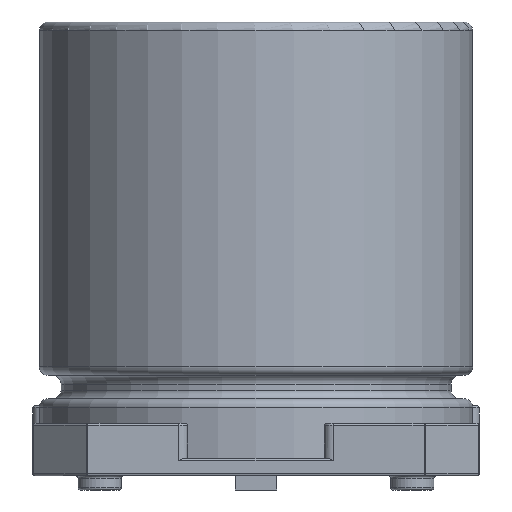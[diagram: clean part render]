
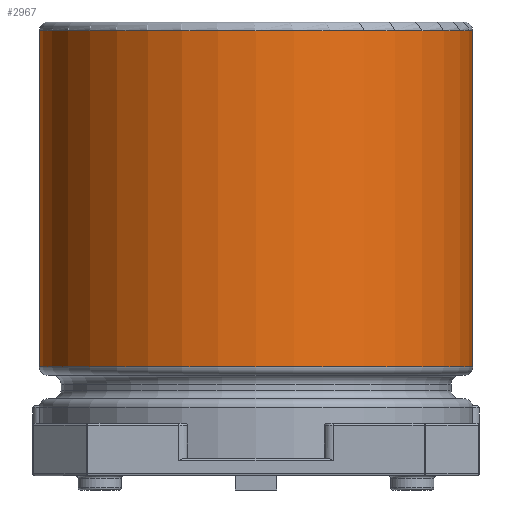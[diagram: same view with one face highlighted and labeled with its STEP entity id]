
A CAD part, left-side view. The second image highlights one B-rep face of the part: STEP entity #2967.
In plain terms, the highlighted cylindrical face has radius 5 mm (diameter 10 mm), a full revolution.
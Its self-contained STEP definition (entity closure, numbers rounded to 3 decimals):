
#295=CYLINDRICAL_SURFACE('',#3235,5.);
#415=FACE_OUTER_BOUND('',#560,.T.);
#560=EDGE_LOOP('',(#2704,#2705,#2706,#2707,#2708,#2709));
#713=LINE('',#5612,#856);
#856=VECTOR('',#3879,5.);
#989=CIRCLE('',#3233,5.);
#990=CIRCLE('',#3234,5.);
#991=CIRCLE('',#3236,5.);
#992=CIRCLE('',#3237,5.);
#1357=VERTEX_POINT('',#5605);
#1358=VERTEX_POINT('',#5607);
#1359=VERTEX_POINT('',#5611);
#1360=VERTEX_POINT('',#5613);
#1814=EDGE_CURVE('',#1357,#1358,#989,.T.);
#1815=EDGE_CURVE('',#1358,#1357,#990,.T.);
#1816=EDGE_CURVE('',#1358,#1359,#713,.T.);
#1817=EDGE_CURVE('',#1360,#1359,#991,.T.);
#1818=EDGE_CURVE('',#1359,#1360,#992,.T.);
#2704=ORIENTED_EDGE('',*,*,#1815,.F.);
#2705=ORIENTED_EDGE('',*,*,#1816,.T.);
#2706=ORIENTED_EDGE('',*,*,#1817,.F.);
#2707=ORIENTED_EDGE('',*,*,#1818,.F.);
#2708=ORIENTED_EDGE('',*,*,#1816,.F.);
#2709=ORIENTED_EDGE('',*,*,#1814,.F.);
#2967=ADVANCED_FACE('',(#415),#295,.T.);
#3233=AXIS2_PLACEMENT_3D('',#5608,#3873,#3874);
#3234=AXIS2_PLACEMENT_3D('',#5609,#3875,#3876);
#3235=AXIS2_PLACEMENT_3D('',#5610,#3877,#3878);
#3236=AXIS2_PLACEMENT_3D('',#5614,#3880,#3881);
#3237=AXIS2_PLACEMENT_3D('',#5615,#3882,#3883);
#3873=DIRECTION('center_axis',(0.,0.,1.));
#3874=DIRECTION('ref_axis',(0.,1.,0.));
#3875=DIRECTION('center_axis',(0.,0.,1.));
#3876=DIRECTION('ref_axis',(0.,1.,0.));
#3877=DIRECTION('center_axis',(0.,0.,1.));
#3878=DIRECTION('ref_axis',(0.,1.,0.));
#3879=DIRECTION('',(0.,0.,-1.));
#3880=DIRECTION('center_axis',(0.,0.,-1.));
#3881=DIRECTION('ref_axis',(0.,-1.,0.));
#3882=DIRECTION('center_axis',(0.,0.,-1.));
#3883=DIRECTION('ref_axis',(0.,-1.,0.));
#5605=CARTESIAN_POINT('',(0.,5.,10.6));
#5607=CARTESIAN_POINT('',(0.,-5.,10.6));
#5608=CARTESIAN_POINT('Origin',(0.,0.,10.6));
#5609=CARTESIAN_POINT('Origin',(0.,0.,10.6));
#5610=CARTESIAN_POINT('Origin',(0.,0.,0.729));
#5611=CARTESIAN_POINT('',(0.,-5.,2.846));
#5612=CARTESIAN_POINT('',(0.,-5.,0.729));
#5613=CARTESIAN_POINT('',(0.,5.,2.846));
#5614=CARTESIAN_POINT('Origin',(0.,0.,2.846));
#5615=CARTESIAN_POINT('Origin',(0.,0.,2.846));
